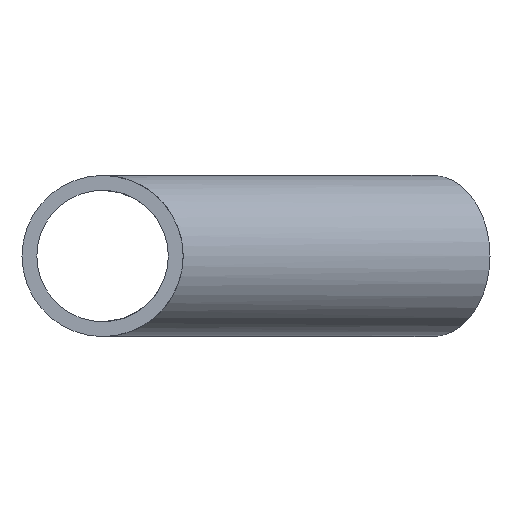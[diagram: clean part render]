
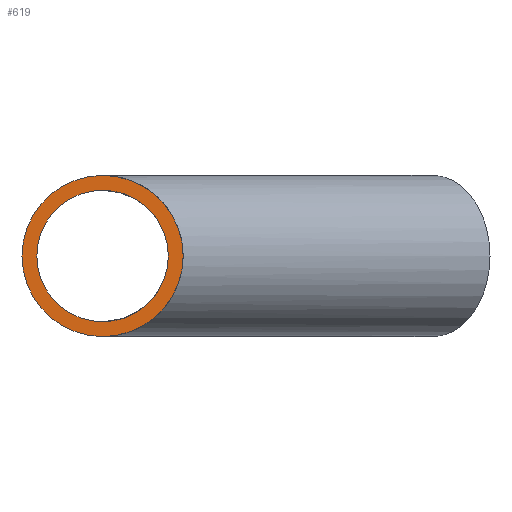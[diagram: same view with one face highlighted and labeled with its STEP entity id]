
A CAD part, front view. The second image highlights one B-rep face of the part: STEP entity #619.
In plain terms, the highlighted planar face has unit normal (0, -1, 0).
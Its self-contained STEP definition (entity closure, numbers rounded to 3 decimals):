
#261=CARTESIAN_POINT('',(-20.4,-90.,0.));
#262=VERTEX_POINT('',#261);
#269=CARTESIAN_POINT('',(0.,-90.,0.));
#270=DIRECTION('',(0.,1.,0.));
#271=DIRECTION('',(1.,0.,0.));
#272=AXIS2_PLACEMENT_3D('',#269,#270,#271);
#273=CIRCLE('',#272,20.4);
#274=EDGE_CURVE('',#262,#262,#273,.T.);
#557=CARTESIAN_POINT('',(-25.,-90.,0.));
#558=VERTEX_POINT('',#557);
#565=CARTESIAN_POINT('',(25.,-90.,0.));
#566=VERTEX_POINT('',#565);
#567=CARTESIAN_POINT('',(0.,-90.,0.));
#568=DIRECTION('',(0.,1.,0.));
#569=DIRECTION('',(1.,0.,0.));
#570=AXIS2_PLACEMENT_3D('',#567,#568,#569);
#571=CIRCLE('',#570,25.);
#572=EDGE_CURVE('',#558,#566,#571,.T.);
#574=EDGE_CURVE('',#566,#558,#571,.T.);
#607=ORIENTED_EDGE('',*,*,#574,.F.);
#608=ORIENTED_EDGE('',*,*,#572,.F.);
#609=EDGE_LOOP('',(#607,#608));
#610=FACE_OUTER_BOUND('',#609,.T.);
#611=ORIENTED_EDGE('',*,*,#274,.T.);
#612=EDGE_LOOP('',(#611));
#613=FACE_BOUND('',#612,.T.);
#614=CARTESIAN_POINT('',(0.,-90.,0.));
#615=DIRECTION('',(0.,1.,0.));
#616=DIRECTION('',(0.,0.,1.));
#617=AXIS2_PLACEMENT_3D('',#614,#615,#616);
#618=PLANE('',#617);
#619=ADVANCED_FACE('',(#610,#613),#618,.F.);
